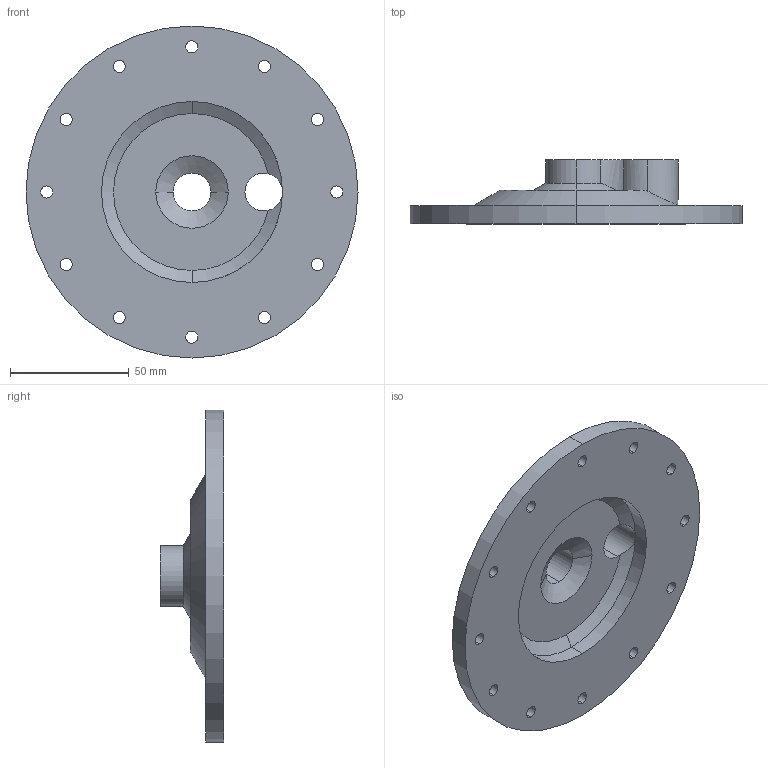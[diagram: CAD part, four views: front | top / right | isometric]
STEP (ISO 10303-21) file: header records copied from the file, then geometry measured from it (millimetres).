
FILE_DESCRIPTION (( 'STEP AP203' ), '1' );
FILE_NAME ('Top Plate V4_BLT_Added thickness to Fitting port.STEP', '2022-03-21T21:15:14', ( '' ), ( '' ), 'SwSTEP 2.0', 'SolidWorks 2021', '' );
FILE_SCHEMA (( 'CONFIG_CONTROL_DESIGN' ));
Length unit declared in the file: inch
Products named in the file (1): Top Plate V4_BLT_Added thickness to Fitting port
Bounding box: 139.7 x 26.85 x 139.7 mm (x, y, z)
Volume: 109488.9 mm3; surface area: 39848 mm2
Topology: 1 solids, 1 shells, 56 faces, 155 edges, 102 vertices
Faces by surface type: cylinder 38, cone 10, plane 6, bspline 2
Entity records: 2069 total; most frequent: CARTESIAN_POINT 435, DIRECTION 348, ORIENTED_EDGE 310, EDGE_CURVE 155, AXIS2_PLACEMENT_3D 149, VERTEX_POINT 102, CIRCLE 94, EDGE_LOOP 85
